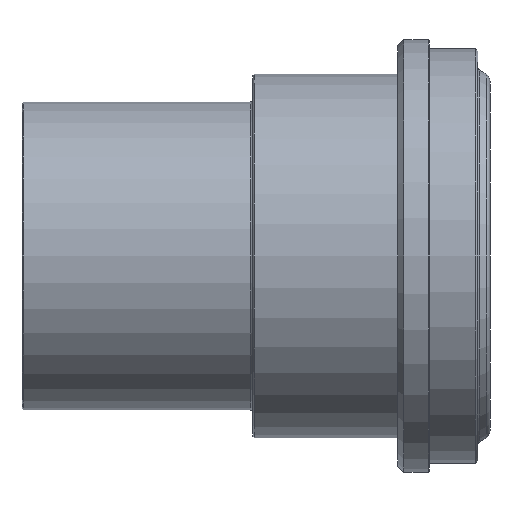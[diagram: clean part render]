
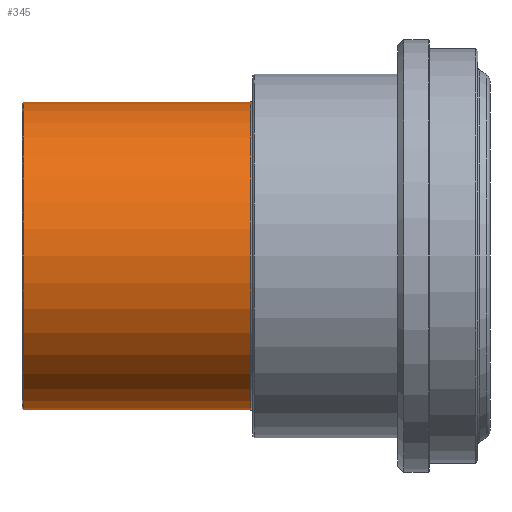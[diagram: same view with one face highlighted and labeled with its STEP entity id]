
A CAD part, front view. The second image highlights one B-rep face of the part: STEP entity #345.
In plain terms, the highlighted cylindrical face has radius 12.7 mm (diameter 25.4 mm), a full revolution.
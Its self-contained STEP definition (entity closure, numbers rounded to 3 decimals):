
#45=FACE_OUTER_BOUND('',#70,.T.);
#70=EDGE_LOOP('',(#264,#265,#266,#267,#268));
#96=LINE('',#611,#111);
#111=VECTOR('',#487,12.7);
#131=CIRCLE('',#399,12.7);
#132=CIRCLE('',#401,12.7);
#133=CIRCLE('',#402,12.7);
#164=VERTEX_POINT('',#604);
#165=VERTEX_POINT('',#608);
#166=VERTEX_POINT('',#609);
#199=EDGE_CURVE('',#164,#164,#131,.T.);
#201=EDGE_CURVE('',#165,#166,#132,.T.);
#202=EDGE_CURVE('',#165,#164,#96,.T.);
#203=EDGE_CURVE('',#166,#165,#133,.T.);
#264=ORIENTED_EDGE('',*,*,#201,.F.);
#265=ORIENTED_EDGE('',*,*,#202,.T.);
#266=ORIENTED_EDGE('',*,*,#199,.T.);
#267=ORIENTED_EDGE('',*,*,#202,.F.);
#268=ORIENTED_EDGE('',*,*,#203,.F.);
#334=CYLINDRICAL_SURFACE('',#400,12.7);
#345=ADVANCED_FACE('',(#45),#334,.T.);
#399=AXIS2_PLACEMENT_3D('',#605,#480,#481);
#400=AXIS2_PLACEMENT_3D('',#607,#483,#484);
#401=AXIS2_PLACEMENT_3D('',#610,#485,#486);
#402=AXIS2_PLACEMENT_3D('',#612,#488,#489);
#480=DIRECTION('center_axis',(1.,0.,0.));
#481=DIRECTION('ref_axis',(0.,0.,-1.));
#483=DIRECTION('center_axis',(1.,0.,0.));
#484=DIRECTION('ref_axis',(0.,1.,0.));
#485=DIRECTION('center_axis',(1.,0.,0.));
#486=DIRECTION('ref_axis',(0.,0.,-1.));
#487=DIRECTION('',(-1.,0.,0.));
#488=DIRECTION('center_axis',(1.,0.,0.));
#489=DIRECTION('ref_axis',(0.,0.,-1.));
#604=CARTESIAN_POINT('',(0.1,-12.7,0.));
#605=CARTESIAN_POINT('Origin',(0.1,0.,0.));
#607=CARTESIAN_POINT('Origin',(9.475,0.,0.));
#608=CARTESIAN_POINT('',(18.85,-12.7,0.));
#609=CARTESIAN_POINT('',(18.85,0.,12.7));
#610=CARTESIAN_POINT('Origin',(18.85,0.,0.));
#611=CARTESIAN_POINT('',(9.475,-12.7,0.));
#612=CARTESIAN_POINT('Origin',(18.85,0.,0.));
